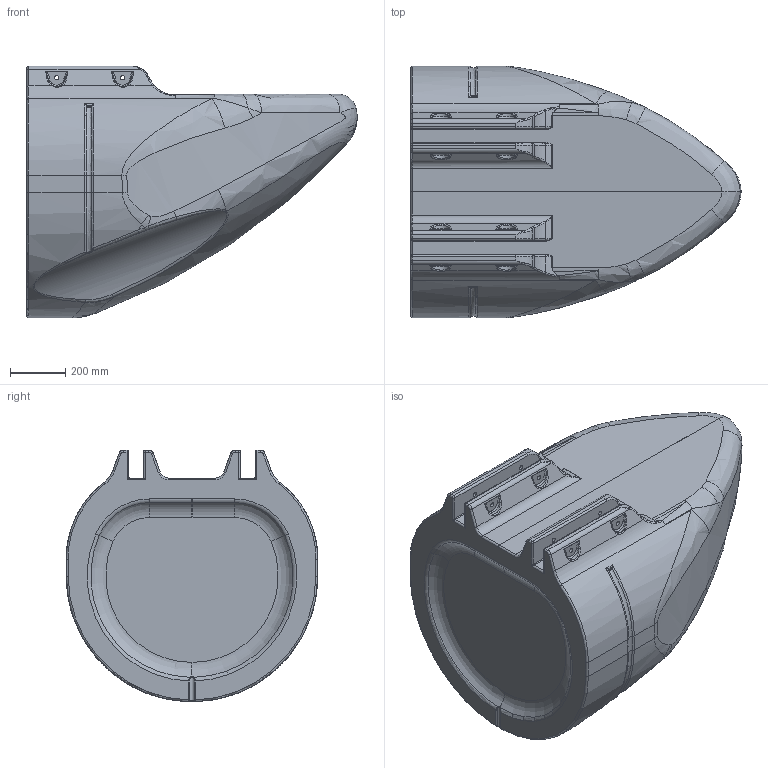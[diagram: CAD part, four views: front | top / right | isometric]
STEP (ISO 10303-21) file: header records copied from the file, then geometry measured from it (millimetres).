
FILE_DESCRIPTION(/* description */ (''),/* implementation_level */ '2;1');
FILE_NAME(/* name */ '36nc.step',/* time_stamp */ '2023-08-01T17:38:39-04:00',/* author */ (''),/* organization */ (''),/* preprocessor_version */ 'ST-DEVELOPER v19.2',/* originating_system */ 'Autodesk Translation Framework v12.6.0.85',/* authorisation */ '');
FILE_SCHEMA (('AUTOMOTIVE_DESIGN { 1 0 10303 214 3 1 1 }'));
Length unit declared in the file: inch
Products named in the file (1): 36" NOSE CONE
Bounding box: 1199.44 x 913.92 x 914.4 mm (x, y, z)
Volume: 467613186.3 mm3; surface area: 3789190.4 mm2
Topology: 1 solids, 1 shells, 449 faces, 1075 edges, 596 vertices
Faces by surface type: bspline 200, cylinder 145, plane 53, torus 47, sphere 4
Full cylindrical faces by diameter (mm): 15.892 x8
Entity records: 21984 total; most frequent: CARTESIAN_POINT 12718, ORIENTED_EDGE 2078, DIRECTION 1668, EDGE_CURVE 1039, AXIS2_PLACEMENT_3D 700, VERTEX_POINT 596, EDGE_LOOP 469, FACE_OUTER_BOUND 449
